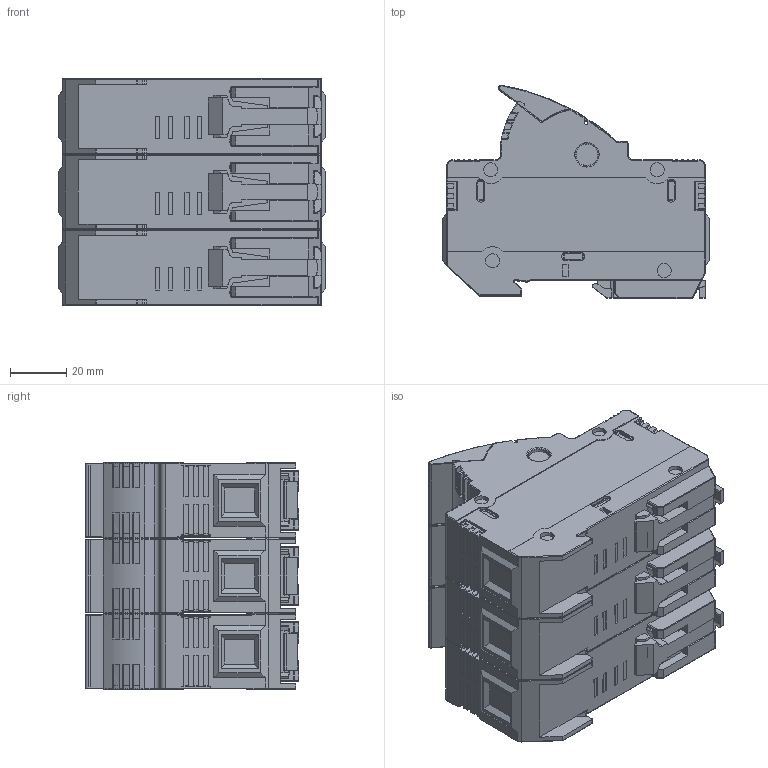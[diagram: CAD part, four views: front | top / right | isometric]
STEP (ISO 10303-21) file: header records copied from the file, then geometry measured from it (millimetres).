
FILE_DESCRIPTION (( 'STEP AP214' ), '1' );
FILE_NAME ('3d_3P_PR63.STEP', '2025-01-22T06:33:39', ( '' ), ( '' ), 'SwSTEP 2.0', 'SolidWorks 2022', '' );
FILE_SCHEMA (( 'AUTOMOTIVE_DESIGN' ));
Length unit declared in the file: millimetre
Products named in the file (1): 3d_3P_PR63
Bounding box: 95 x 76.21 x 81 mm (x, y, z)
Volume: 383845.6 mm3; surface area: 66005.7 mm2
Topology: 1 solids, 45 shells, 4227 faces, 10841 edges, 6466 vertices
Faces by surface type: plane 1803, cylinder 1665, sphere 270, torus 255, bspline 234
Entity records: 143911 total; most frequent: CARTESIAN_POINT 44269, ORIENTED_EDGE 21026, DIRECTION 20771, EDGE_CURVE 10513, AXIS2_PLACEMENT_3D 7478, VERTEX_POINT 6460, VECTOR 5815, LINE 5815
